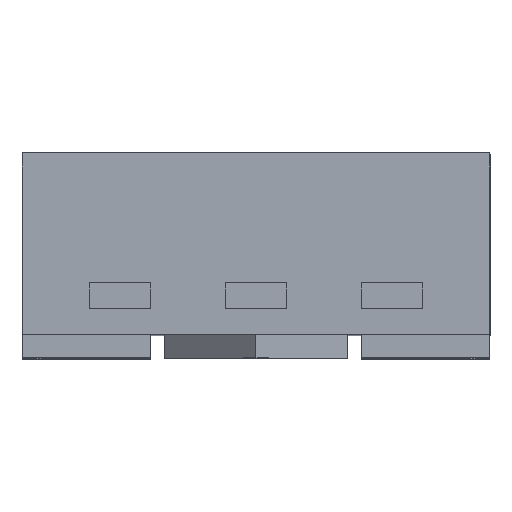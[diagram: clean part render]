
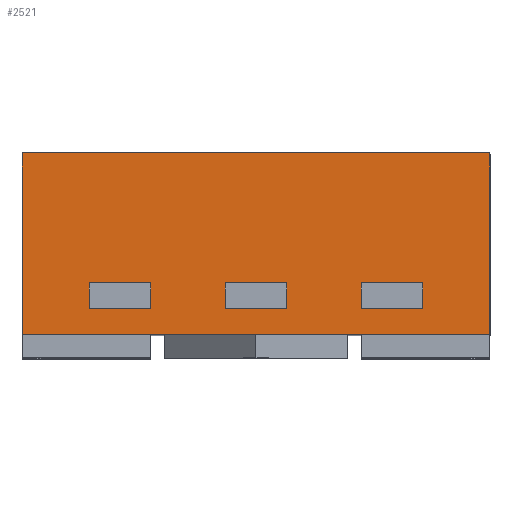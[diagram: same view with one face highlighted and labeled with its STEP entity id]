
A CAD part, top view. The second image highlights one B-rep face of the part: STEP entity #2521.
In plain terms, the highlighted planar face has unit normal (0, 0, 1).
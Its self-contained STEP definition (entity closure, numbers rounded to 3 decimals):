
#84 = VECTOR ( 'NONE', #5381, 1000. ) ;
#139 = CARTESIAN_POINT ( 'NONE',  ( 0.285, 0.128, 0.675 ) ) ;
#185 = FACE_BOUND ( 'NONE', #1640, .T. ) ;
#262 = LINE ( 'NONE', #6287, #4443 ) ;
#306 = VERTEX_POINT ( 'NONE', #1612 ) ;
#465 = ORIENTED_EDGE ( 'NONE', *, *, #5196, .F. ) ;
#502 = CARTESIAN_POINT ( 'NONE',  ( -0.285, 0.084, 0.675 ) ) ;
#517 = CARTESIAN_POINT ( 'NONE',  ( 0.18, 0.128, 0.675 ) ) ;
#599 = LINE ( 'NONE', #6931, #3158 ) ;
#641 = ORIENTED_EDGE ( 'NONE', *, *, #4660, .F. ) ;
#668 = LINE ( 'NONE', #1687, #5050 ) ;
#738 = ORIENTED_EDGE ( 'NONE', *, *, #4247, .F. ) ;
#742 = CARTESIAN_POINT ( 'NONE',  ( -0.4, 0.35, 0.675 ) ) ;
#773 = LINE ( 'NONE', #2938, #6270 ) ;
#860 = VERTEX_POINT ( 'NONE', #6745 ) ;
#974 = ORIENTED_EDGE ( 'NONE', *, *, #6711, .F. ) ;
#1061 = DIRECTION ( 'NONE',  ( -1., 0., 0. ) ) ;
#1076 = ORIENTED_EDGE ( 'NONE', *, *, #1564, .F. ) ;
#1092 = LINE ( 'NONE', #6575, #2101 ) ;
#1106 = LINE ( 'NONE', #6629, #5840 ) ;
#1107 = VECTOR ( 'NONE', #2663, 1000. ) ;
#1177 = VECTOR ( 'NONE', #2375, 1000. ) ;
#1219 = VERTEX_POINT ( 'NONE', #3181 ) ;
#1229 = VERTEX_POINT ( 'NONE', #6599 ) ;
#1253 = VECTOR ( 'NONE', #3115, 1000. ) ;
#1261 = VERTEX_POINT ( 'NONE', #1692 ) ;
#1272 = CARTESIAN_POINT ( 'NONE',  ( -0.4, 0.35, 0.675 ) ) ;
#1335 = VERTEX_POINT ( 'NONE', #139 ) ;
#1352 = LINE ( 'NONE', #517, #2625 ) ;
#1415 = DIRECTION ( 'NONE',  ( 0., 1., 0. ) ) ;
#1456 = LINE ( 'NONE', #5429, #1107 ) ;
#1468 = PLANE ( 'NONE',  #3434 ) ;
#1564 = EDGE_CURVE ( 'NONE', #1969, #5900, #4381, .T. ) ;
#1588 = LINE ( 'NONE', #6724, #4963 ) ;
#1612 = CARTESIAN_POINT ( 'NONE',  ( 0.052, 0.128, 0.675 ) ) ;
#1640 = EDGE_LOOP ( 'NONE', ( #6756, #5402, #6571, #974 ) ) ;
#1664 = VERTEX_POINT ( 'NONE', #4094 ) ;
#1687 = CARTESIAN_POINT ( 'NONE',  ( 0.18, 0.084, 0.675 ) ) ;
#1692 = CARTESIAN_POINT ( 'NONE',  ( -0.053, 0.128, 0.675 ) ) ;
#1747 = VERTEX_POINT ( 'NONE', #4795 ) ;
#1865 = VERTEX_POINT ( 'NONE', #2128 ) ;
#1928 = CARTESIAN_POINT ( 'NONE',  ( 0.052, 0.128, 0.675 ) ) ;
#1969 = VERTEX_POINT ( 'NONE', #1980 ) ;
#1980 = CARTESIAN_POINT ( 'NONE',  ( -0.4, 0.04, 0.675 ) ) ;
#1986 = DIRECTION ( 'NONE',  ( 1., 0., 0. ) ) ;
#2096 = ORIENTED_EDGE ( 'NONE', *, *, #5804, .F. ) ;
#2101 = VECTOR ( 'NONE', #6060, 1000. ) ;
#2128 = CARTESIAN_POINT ( 'NONE',  ( 0.052, 0.084, 0.675 ) ) ;
#2257 = VECTOR ( 'NONE', #3961, 1000. ) ;
#2375 = DIRECTION ( 'NONE',  ( 1., 0., 0. ) ) ;
#2521 = ADVANCED_FACE ( 'NONE', ( #4709, #185, #3803, #5862 ), #1468, .T. ) ;
#2531 = EDGE_CURVE ( 'NONE', #1229, #1969, #1456, .T. ) ;
#2549 = VECTOR ( 'NONE', #4446, 1000. ) ;
#2569 = ORIENTED_EDGE ( 'NONE', *, *, #5103, .F. ) ;
#2614 = CARTESIAN_POINT ( 'NONE',  ( -0.285, 0.128, 0.675 ) ) ;
#2625 = VECTOR ( 'NONE', #1061, 1000. ) ;
#2663 = DIRECTION ( 'NONE',  ( -1., 0., 0. ) ) ;
#2721 = DIRECTION ( 'NONE',  ( 0., 1., 0. ) ) ;
#2751 = DIRECTION ( 'NONE',  ( 0., -1., 0. ) ) ;
#2798 = VERTEX_POINT ( 'NONE', #2870 ) ;
#2870 = CARTESIAN_POINT ( 'NONE',  ( 0.18, 0.128, 0.675 ) ) ;
#2938 = CARTESIAN_POINT ( 'NONE',  ( -0.053, 0.128, 0.675 ) ) ;
#3055 = LINE ( 'NONE', #2614, #1253 ) ;
#3059 = DIRECTION ( 'NONE',  ( 1., 0., 0. ) ) ;
#3115 = DIRECTION ( 'NONE',  ( 0., -1., 0. ) ) ;
#3158 = VECTOR ( 'NONE', #6878, 1000. ) ;
#3181 = CARTESIAN_POINT ( 'NONE',  ( -0.18, 0.084, 0.675 ) ) ;
#3283 = DIRECTION ( 'NONE',  ( 1., 0., 0. ) ) ;
#3407 = VECTOR ( 'NONE', #3283, 1000. ) ;
#3434 = AXIS2_PLACEMENT_3D ( 'NONE', #6494, #6420, #1986 ) ;
#3457 = CARTESIAN_POINT ( 'NONE',  ( 0.4, 0.35, 0.675 ) ) ;
#3563 = DIRECTION ( 'NONE',  ( -1., 0., 0. ) ) ;
#3718 = ORIENTED_EDGE ( 'NONE', *, *, #6928, .F. ) ;
#3751 = LINE ( 'NONE', #1928, #84 ) ;
#3771 = EDGE_CURVE ( 'NONE', #860, #1335, #4810, .T. ) ;
#3803 = FACE_BOUND ( 'NONE', #4255, .T. ) ;
#3857 = LINE ( 'NONE', #1272, #1177 ) ;
#3915 = ORIENTED_EDGE ( 'NONE', *, *, #5781, .T. ) ;
#3952 = EDGE_CURVE ( 'NONE', #1219, #4514, #1106, .T. ) ;
#3961 = DIRECTION ( 'NONE',  ( -1., 0., 0. ) ) ;
#4094 = CARTESIAN_POINT ( 'NONE',  ( 0.18, 0.084, 0.675 ) ) ;
#4187 = CARTESIAN_POINT ( 'NONE',  ( 0.285, 0.128, 0.675 ) ) ;
#4247 = EDGE_CURVE ( 'NONE', #5900, #6521, #3857, .T. ) ;
#4250 = ORIENTED_EDGE ( 'NONE', *, *, #3771, .F. ) ;
#4255 = EDGE_LOOP ( 'NONE', ( #5452, #641, #4250, #3718 ) ) ;
#4265 = ORIENTED_EDGE ( 'NONE', *, *, #2531, .F. ) ;
#4381 = LINE ( 'NONE', #6091, #2549 ) ;
#4443 = VECTOR ( 'NONE', #3059, 1000. ) ;
#4446 = DIRECTION ( 'NONE',  ( 0., 1., 0. ) ) ;
#4514 = VERTEX_POINT ( 'NONE', #6965 ) ;
#4522 = VERTEX_POINT ( 'NONE', #6453 ) ;
#4589 = EDGE_LOOP ( 'NONE', ( #465, #7023, #2096, #2569 ) ) ;
#4660 = EDGE_CURVE ( 'NONE', #1335, #2798, #1352, .T. ) ;
#4706 = LINE ( 'NONE', #5860, #2257 ) ;
#4709 = FACE_BOUND ( 'NONE', #4589, .T. ) ;
#4710 = EDGE_CURVE ( 'NONE', #2798, #1664, #1588, .T. ) ;
#4795 = CARTESIAN_POINT ( 'NONE',  ( -0.285, 0.128, 0.675 ) ) ;
#4810 = LINE ( 'NONE', #4187, #5157 ) ;
#4963 = VECTOR ( 'NONE', #2751, 1000. ) ;
#5050 = VECTOR ( 'NONE', #5529, 1000. ) ;
#5060 = LINE ( 'NONE', #5532, #3407 ) ;
#5070 = EDGE_CURVE ( 'NONE', #1865, #306, #3751, .T. ) ;
#5103 = EDGE_CURVE ( 'NONE', #1747, #5703, #3055, .T. ) ;
#5157 = VECTOR ( 'NONE', #1415, 1000. ) ;
#5196 = EDGE_CURVE ( 'NONE', #4514, #1747, #4706, .T. ) ;
#5381 = DIRECTION ( 'NONE',  ( 0., 1., 0. ) ) ;
#5402 = ORIENTED_EDGE ( 'NONE', *, *, #6045, .F. ) ;
#5429 = CARTESIAN_POINT ( 'NONE',  ( -0.4, 0.04, 0.675 ) ) ;
#5452 = ORIENTED_EDGE ( 'NONE', *, *, #4710, .F. ) ;
#5529 = DIRECTION ( 'NONE',  ( 1., 0., 0. ) ) ;
#5532 = CARTESIAN_POINT ( 'NONE',  ( -0.18, 0.084, 0.675 ) ) ;
#5534 = EDGE_CURVE ( 'NONE', #1261, #4522, #599, .T. ) ;
#5703 = VERTEX_POINT ( 'NONE', #502 ) ;
#5781 = EDGE_CURVE ( 'NONE', #1229, #6521, #1092, .T. ) ;
#5804 = EDGE_CURVE ( 'NONE', #5703, #1219, #5060, .T. ) ;
#5840 = VECTOR ( 'NONE', #2721, 1000. ) ;
#5860 = CARTESIAN_POINT ( 'NONE',  ( -0.18, 0.128, 0.675 ) ) ;
#5862 = FACE_OUTER_BOUND ( 'NONE', #6214, .T. ) ;
#5900 = VERTEX_POINT ( 'NONE', #742 ) ;
#6045 = EDGE_CURVE ( 'NONE', #306, #1261, #773, .T. ) ;
#6060 = DIRECTION ( 'NONE',  ( 0., 1., 0. ) ) ;
#6091 = CARTESIAN_POINT ( 'NONE',  ( -0.4, -1.569, 0.675 ) ) ;
#6214 = EDGE_LOOP ( 'NONE', ( #4265, #3915, #738, #1076 ) ) ;
#6270 = VECTOR ( 'NONE', #3563, 1000. ) ;
#6287 = CARTESIAN_POINT ( 'NONE',  ( -0.053, 0.084, 0.675 ) ) ;
#6420 = DIRECTION ( 'NONE',  ( 0., 0., 1. ) ) ;
#6453 = CARTESIAN_POINT ( 'NONE',  ( -0.053, 0.084, 0.675 ) ) ;
#6494 = CARTESIAN_POINT ( 'NONE',  ( -0.4, -1.569, 0.675 ) ) ;
#6521 = VERTEX_POINT ( 'NONE', #3457 ) ;
#6571 = ORIENTED_EDGE ( 'NONE', *, *, #5070, .F. ) ;
#6575 = CARTESIAN_POINT ( 'NONE',  ( 0.4, -1.569, 0.675 ) ) ;
#6599 = CARTESIAN_POINT ( 'NONE',  ( 0.4, 0.04, 0.675 ) ) ;
#6629 = CARTESIAN_POINT ( 'NONE',  ( -0.18, 0.128, 0.675 ) ) ;
#6711 = EDGE_CURVE ( 'NONE', #4522, #1865, #262, .T. ) ;
#6724 = CARTESIAN_POINT ( 'NONE',  ( 0.18, 0.128, 0.675 ) ) ;
#6745 = CARTESIAN_POINT ( 'NONE',  ( 0.285, 0.084, 0.675 ) ) ;
#6756 = ORIENTED_EDGE ( 'NONE', *, *, #5534, .F. ) ;
#6878 = DIRECTION ( 'NONE',  ( 0., -1., 0. ) ) ;
#6928 = EDGE_CURVE ( 'NONE', #1664, #860, #668, .T. ) ;
#6931 = CARTESIAN_POINT ( 'NONE',  ( -0.053, 0.128, 0.675 ) ) ;
#6965 = CARTESIAN_POINT ( 'NONE',  ( -0.18, 0.128, 0.675 ) ) ;
#7023 = ORIENTED_EDGE ( 'NONE', *, *, #3952, .F. ) ;
